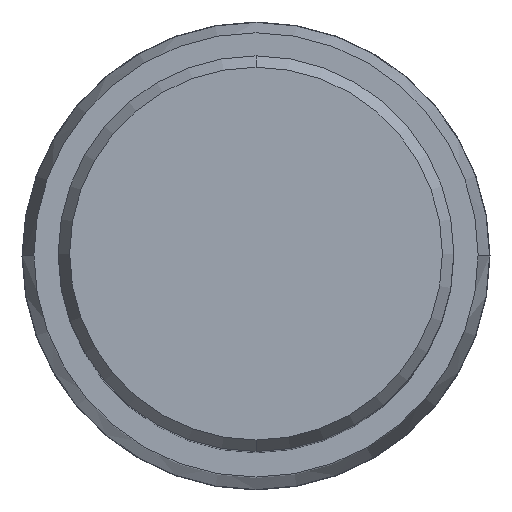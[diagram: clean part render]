
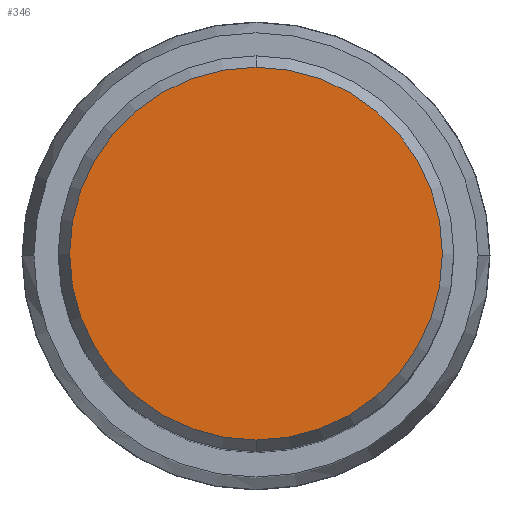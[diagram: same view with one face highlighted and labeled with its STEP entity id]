
A CAD part, top view. The second image highlights one B-rep face of the part: STEP entity #346.
In plain terms, the highlighted planar face has unit normal (0, 0, 1).
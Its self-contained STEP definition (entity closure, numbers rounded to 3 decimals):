
#210=EDGE_CURVE('',#438,#230,#546,.T.);
#230=VERTEX_POINT('',#568);
#310=EDGE_CURVE('',#230,#438,#658,.T.);
#346=ADVANCED_FACE('',(#699),#700,.T.);
#438=VERTEX_POINT('',#797);
#546=CIRCLE('',#910,14.958);
#568=CARTESIAN_POINT('',(0.,-14.958,0.));
#658=CIRCLE('',#1048,14.958);
#699=FACE_OUTER_BOUND('',#1096,.T.);
#700=PLANE('',#1097);
#797=CARTESIAN_POINT('',(0.0,14.958,0.));
#910=AXIS2_PLACEMENT_3D('',#1352,#1353,#1354);
#1048=AXIS2_PLACEMENT_3D('',#1516,#1517,#1518);
#1096=EDGE_LOOP('',(#1579,#1580));
#1097=AXIS2_PLACEMENT_3D('',#1581,#1582,#1583);
#1352=CARTESIAN_POINT('',(0.0,0.0,0.));
#1353=DIRECTION('',(0.0,0.0,-1.0));
#1354=DIRECTION('',(0.0,1.0,0.0));
#1516=CARTESIAN_POINT('',(0.0,0.0,0.));
#1517=DIRECTION('',(0.0,0.0,-1.0));
#1518=DIRECTION('',(0.0,1.0,0.0));
#1579=ORIENTED_EDGE('',*,*,#210,.F.);
#1580=ORIENTED_EDGE('',*,*,#310,.F.);
#1581=CARTESIAN_POINT('',(0.0,7.479,0.));
#1582=DIRECTION('',(-0.0,0.0,1.0));
#1583=DIRECTION('',(0.0,-1.0,0.0));
